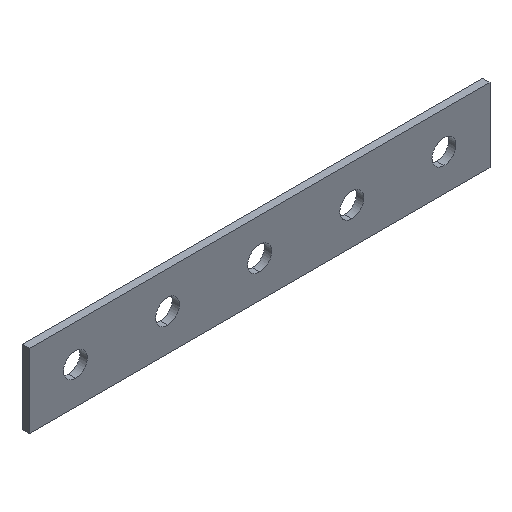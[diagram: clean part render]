
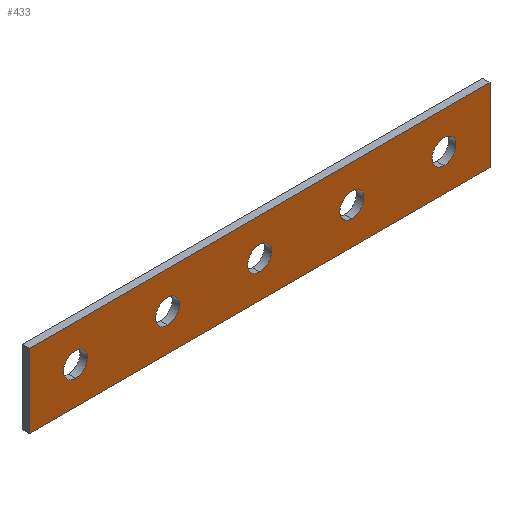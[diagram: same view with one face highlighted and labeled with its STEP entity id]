
A CAD part, isometric view. The second image highlights one B-rep face of the part: STEP entity #433.
In plain terms, the highlighted planar face has unit normal (0, -1, 0).
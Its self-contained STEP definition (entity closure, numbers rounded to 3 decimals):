
#6 = DIRECTION ( 'NONE',  ( 0., 0., -1. ) ) ;
#13 = CIRCLE ( 'NONE', #163, 6.5 ) ;
#14 = EDGE_CURVE ( 'NONE', #57, #89, #218, .T. ) ;
#17 = CARTESIAN_POINT ( 'NONE',  ( -125., -4., -20. ) ) ;
#20 = VERTEX_POINT ( 'NONE', #394 ) ;
#25 = FACE_BOUND ( 'NONE', #141, .T. ) ;
#27 = DIRECTION ( 'NONE',  ( 0., 0., -1. ) ) ;
#28 = EDGE_CURVE ( 'NONE', #401, #44, #139, .T. ) ;
#36 = VECTOR ( 'NONE', #268, 1000. ) ;
#42 = CARTESIAN_POINT ( 'NONE',  ( -100., -4., 0. ) ) ;
#44 = VERTEX_POINT ( 'NONE', #172 ) ;
#45 = DIRECTION ( 'NONE',  ( 0., 0., -1. ) ) ;
#50 = EDGE_CURVE ( 'NONE', #487, #20, #200, .T. ) ;
#51 = EDGE_LOOP ( 'NONE', ( #232, #229 ) ) ;
#54 = VERTEX_POINT ( 'NONE', #428 ) ;
#57 = VERTEX_POINT ( 'NONE', #311 ) ;
#58 = DIRECTION ( 'NONE',  ( 0., -1., 0. ) ) ;
#62 = CARTESIAN_POINT ( 'NONE',  ( 100., -4., -6.5 ) ) ;
#64 = AXIS2_PLACEMENT_3D ( 'NONE', #303, #509, #265 ) ;
#67 = DIRECTION ( 'NONE',  ( 0., -1., 0. ) ) ;
#71 = DIRECTION ( 'NONE',  ( 0., 0., -1. ) ) ;
#86 = CARTESIAN_POINT ( 'NONE',  ( 0., -4., -6.5 ) ) ;
#89 = VERTEX_POINT ( 'NONE', #260 ) ;
#93 = EDGE_CURVE ( 'NONE', #449, #54, #507, .T. ) ;
#95 = ORIENTED_EDGE ( 'NONE', *, *, #214, .F. ) ;
#103 = FACE_BOUND ( 'NONE', #186, .T. ) ;
#109 = AXIS2_PLACEMENT_3D ( 'NONE', #355, #58, #273 ) ;
#110 = CARTESIAN_POINT ( 'NONE',  ( 50., -4., 0. ) ) ;
#115 = FACE_BOUND ( 'NONE', #283, .T. ) ;
#118 = CARTESIAN_POINT ( 'NONE',  ( 50., -4., -6.5 ) ) ;
#123 = DIRECTION ( 'NONE',  ( 0., 0., -1. ) ) ;
#126 = DIRECTION ( 'NONE',  ( 0., -1., 0. ) ) ;
#131 = EDGE_LOOP ( 'NONE', ( #426, #95, #274, #192 ) ) ;
#132 = CARTESIAN_POINT ( 'NONE',  ( 0., -4., 0. ) ) ;
#138 = VERTEX_POINT ( 'NONE', #488 ) ;
#139 = CIRCLE ( 'NONE', #189, 6.5 ) ;
#140 = VECTOR ( 'NONE', #378, 1000. ) ;
#141 = EDGE_LOOP ( 'NONE', ( #512, #203 ) ) ;
#142 = CARTESIAN_POINT ( 'NONE',  ( -50., -4., 0. ) ) ;
#145 = VERTEX_POINT ( 'NONE', #370 ) ;
#155 = CARTESIAN_POINT ( 'NONE',  ( 0., -4., 0. ) ) ;
#157 = DIRECTION ( 'NONE',  ( 0., -1., 0. ) ) ;
#161 = DIRECTION ( 'NONE',  ( 0., 0., -1. ) ) ;
#162 = ORIENTED_EDGE ( 'NONE', *, *, #275, .F. ) ;
#163 = AXIS2_PLACEMENT_3D ( 'NONE', #494, #539, #27 ) ;
#170 = DIRECTION ( 'NONE',  ( 0., -1., 0. ) ) ;
#172 = CARTESIAN_POINT ( 'NONE',  ( 0., -4., 6.5 ) ) ;
#177 = EDGE_CURVE ( 'NONE', #348, #446, #361, .T. ) ;
#183 = EDGE_CURVE ( 'NONE', #145, #138, #239, .T. ) ;
#186 = EDGE_LOOP ( 'NONE', ( #480, #457 ) ) ;
#187 = LINE ( 'NONE', #360, #191 ) ;
#189 = AXIS2_PLACEMENT_3D ( 'NONE', #132, #126, #123 ) ;
#191 = VECTOR ( 'NONE', #522, 1000. ) ;
#192 = ORIENTED_EDGE ( 'NONE', *, *, #309, .F. ) ;
#193 = CARTESIAN_POINT ( 'NONE',  ( -125., -4., 20. ) ) ;
#195 = ORIENTED_EDGE ( 'NONE', *, *, #177, .F. ) ;
#200 = CIRCLE ( 'NONE', #64, 6.5 ) ;
#203 = ORIENTED_EDGE ( 'NONE', *, *, #93, .F. ) ;
#207 = CARTESIAN_POINT ( 'NONE',  ( 100., -4., 0. ) ) ;
#209 = FACE_OUTER_BOUND ( 'NONE', #131, .T. ) ;
#214 = EDGE_CURVE ( 'NONE', #371, #145, #442, .T. ) ;
#216 = EDGE_LOOP ( 'NONE', ( #162, #354 ) ) ;
#218 = CIRCLE ( 'NONE', #520, 6.5 ) ;
#219 = DIRECTION ( 'NONE',  ( 0., -1., 0. ) ) ;
#229 = ORIENTED_EDGE ( 'NONE', *, *, #14, .F. ) ;
#230 = CARTESIAN_POINT ( 'NONE',  ( -100., -4., 0. ) ) ;
#232 = ORIENTED_EDGE ( 'NONE', *, *, #246, .F. ) ;
#239 = LINE ( 'NONE', #409, #259 ) ;
#246 = EDGE_CURVE ( 'NONE', #89, #57, #317, .T. ) ;
#253 = AXIS2_PLACEMENT_3D ( 'NONE', #155, #67, #71 ) ;
#259 = VECTOR ( 'NONE', #45, 1000. ) ;
#260 = CARTESIAN_POINT ( 'NONE',  ( -100., -4., 6.5 ) ) ;
#265 = DIRECTION ( 'NONE',  ( 0., 0., -1. ) ) ;
#266 = EDGE_CURVE ( 'NONE', #431, #371, #187, .T. ) ;
#268 = DIRECTION ( 'NONE',  ( 1., 0., 0. ) ) ;
#273 = DIRECTION ( 'NONE',  ( 0., 0., -1. ) ) ;
#274 = ORIENTED_EDGE ( 'NONE', *, *, #266, .F. ) ;
#275 = EDGE_CURVE ( 'NONE', #20, #487, #411, .T. ) ;
#283 = EDGE_LOOP ( 'NONE', ( #526, #195 ) ) ;
#286 = DIRECTION ( 'NONE',  ( 0., 0., -1. ) ) ;
#292 = DIRECTION ( 'NONE',  ( 0., -1., 0. ) ) ;
#293 = AXIS2_PLACEMENT_3D ( 'NONE', #142, #485, #286 ) ;
#303 = CARTESIAN_POINT ( 'NONE',  ( -50., -4., 0. ) ) ;
#309 = EDGE_CURVE ( 'NONE', #138, #431, #456, .T. ) ;
#311 = CARTESIAN_POINT ( 'NONE',  ( -100., -4., -6.5 ) ) ;
#317 = CIRCLE ( 'NONE', #424, 6.5 ) ;
#334 = CIRCLE ( 'NONE', #508, 6.5 ) ;
#345 = CARTESIAN_POINT ( 'NONE',  ( 50., -4., 0. ) ) ;
#348 = VERTEX_POINT ( 'NONE', #62 ) ;
#354 = ORIENTED_EDGE ( 'NONE', *, *, #50, .F. ) ;
#355 = CARTESIAN_POINT ( 'NONE',  ( 100., -4., 0. ) ) ;
#360 = CARTESIAN_POINT ( 'NONE',  ( -125., -4., 20. ) ) ;
#361 = CIRCLE ( 'NONE', #109, 6.5 ) ;
#362 = EDGE_CURVE ( 'NONE', #446, #348, #334, .T. ) ;
#370 = CARTESIAN_POINT ( 'NONE',  ( 125., -4., 20. ) ) ;
#371 = VERTEX_POINT ( 'NONE', #498 ) ;
#378 = DIRECTION ( 'NONE',  ( -1., 0., 0. ) ) ;
#380 = CARTESIAN_POINT ( 'NONE',  ( -50., -4., -6.5 ) ) ;
#383 = EDGE_CURVE ( 'NONE', #54, #449, #491, .T. ) ;
#394 = CARTESIAN_POINT ( 'NONE',  ( -50., -4., 6.5 ) ) ;
#400 = DIRECTION ( 'NONE',  ( 0., -1., 0. ) ) ;
#401 = VERTEX_POINT ( 'NONE', #86 ) ;
#409 = CARTESIAN_POINT ( 'NONE',  ( 125., -4., 20. ) ) ;
#411 = CIRCLE ( 'NONE', #293, 6.5 ) ;
#424 = AXIS2_PLACEMENT_3D ( 'NONE', #230, #400, #6 ) ;
#426 = ORIENTED_EDGE ( 'NONE', *, *, #183, .F. ) ;
#428 = CARTESIAN_POINT ( 'NONE',  ( 50., -4., 6.5 ) ) ;
#429 = AXIS2_PLACEMENT_3D ( 'NONE', #345, #170, #555 ) ;
#431 = VERTEX_POINT ( 'NONE', #17 ) ;
#433 = ADVANCED_FACE ( 'NONE', ( #462, #492, #103, #25, #115, #209 ), #452, .T. ) ;
#442 = LINE ( 'NONE', #193, #36 ) ;
#446 = VERTEX_POINT ( 'NONE', #504 ) ;
#449 = VERTEX_POINT ( 'NONE', #118 ) ;
#452 = PLANE ( 'NONE',  #253 ) ;
#456 = LINE ( 'NONE', #463, #140 ) ;
#457 = ORIENTED_EDGE ( 'NONE', *, *, #28, .F. ) ;
#461 = DIRECTION ( 'NONE',  ( 0., 0., -1. ) ) ;
#462 = FACE_BOUND ( 'NONE', #51, .T. ) ;
#463 = CARTESIAN_POINT ( 'NONE',  ( -125., -4., -20. ) ) ;
#480 = ORIENTED_EDGE ( 'NONE', *, *, #505, .F. ) ;
#482 = AXIS2_PLACEMENT_3D ( 'NONE', #110, #292, #461 ) ;
#485 = DIRECTION ( 'NONE',  ( 0., -1., 0. ) ) ;
#487 = VERTEX_POINT ( 'NONE', #380 ) ;
#488 = CARTESIAN_POINT ( 'NONE',  ( 125., -4., -20. ) ) ;
#491 = CIRCLE ( 'NONE', #482, 6.5 ) ;
#492 = FACE_BOUND ( 'NONE', #216, .T. ) ;
#494 = CARTESIAN_POINT ( 'NONE',  ( 0., -4., 0. ) ) ;
#498 = CARTESIAN_POINT ( 'NONE',  ( -125., -4., 20. ) ) ;
#504 = CARTESIAN_POINT ( 'NONE',  ( 100., -4., 6.5 ) ) ;
#505 = EDGE_CURVE ( 'NONE', #44, #401, #13, .T. ) ;
#507 = CIRCLE ( 'NONE', #429, 6.5 ) ;
#508 = AXIS2_PLACEMENT_3D ( 'NONE', #207, #157, #161 ) ;
#509 = DIRECTION ( 'NONE',  ( 0., -1., 0. ) ) ;
#512 = ORIENTED_EDGE ( 'NONE', *, *, #383, .F. ) ;
#514 = DIRECTION ( 'NONE',  ( 0., 0., -1. ) ) ;
#520 = AXIS2_PLACEMENT_3D ( 'NONE', #42, #219, #514 ) ;
#522 = DIRECTION ( 'NONE',  ( 0., 0., 1. ) ) ;
#526 = ORIENTED_EDGE ( 'NONE', *, *, #362, .F. ) ;
#539 = DIRECTION ( 'NONE',  ( 0., -1., 0. ) ) ;
#555 = DIRECTION ( 'NONE',  ( 0., 0., -1. ) ) ;
